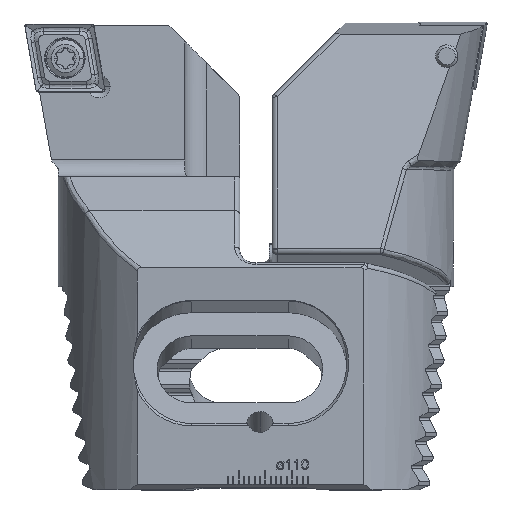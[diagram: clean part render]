
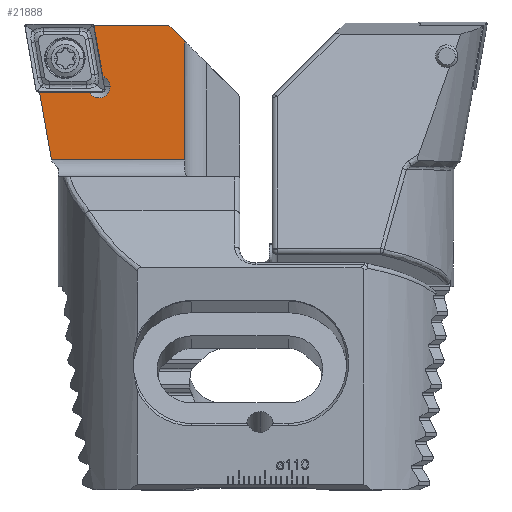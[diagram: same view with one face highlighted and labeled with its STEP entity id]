
A CAD part, top view. The second image highlights one B-rep face of the part: STEP entity #21888.
In plain terms, the highlighted planar face has unit normal (0, 0, 1).
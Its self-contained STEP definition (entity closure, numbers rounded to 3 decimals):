
#82 = CARTESIAN_POINT ( 'NONE',  ( 77.145, -25.8, -0.3 ) ) ;
#496 = CARTESIAN_POINT ( 'NONE',  ( 12.919, -0.6, -0.3 ) ) ;
#983 = EDGE_CURVE ( 'NONE', #2941, #13253, #20087, .T. ) ;
#1803 = VERTEX_POINT ( 'NONE', #20890 ) ;
#2941 = VERTEX_POINT ( 'NONE', #19637 ) ;
#2993 = VERTEX_POINT ( 'NONE', #6330 ) ;
#3585 = VECTOR ( 'NONE', #18683, 1000. ) ;
#3588 = DIRECTION ( 'NONE',  ( -0.707, 0.707, 0. ) ) ;
#3611 = CARTESIAN_POINT ( 'NONE',  ( 40.25, -13.891, -0.3 ) ) ;
#3767 = AXIS2_PLACEMENT_3D ( 'NONE', #6445, #16115, #4563 ) ;
#4563 = DIRECTION ( 'NONE',  ( 0., -1., 0. ) ) ;
#4566 = DIRECTION ( 'NONE',  ( -1., 0., 0. ) ) ;
#4674 = VECTOR ( 'NONE', #3588, 1000. ) ;
#4757 = VERTEX_POINT ( 'NONE', #496 ) ;
#5287 = ORIENTED_EDGE ( 'NONE', *, *, #983, .T. ) ;
#6301 = LINE ( 'NONE', #82, #21085 ) ;
#6330 = CARTESIAN_POINT ( 'NONE',  ( 4.981, -25.8, -0.3 ) ) ;
#6445 = CARTESIAN_POINT ( 'NONE',  ( 77.145, -0.6, -0.3 ) ) ;
#6667 = DIRECTION ( 'NONE',  ( 0., 0., 1. ) ) ;
#7123 = ORIENTED_EDGE ( 'NONE', *, *, #21142, .T. ) ;
#7414 = ORIENTED_EDGE ( 'NONE', *, *, #15340, .T. ) ;
#7462 = CARTESIAN_POINT ( 'NONE',  ( 26.959, -0.6, -0.3 ) ) ;
#7614 = LINE ( 'NONE', #18139, #12692 ) ;
#7636 = EDGE_CURVE ( 'NONE', #1803, #2993, #6301, .T. ) ;
#8117 = ORIENTED_EDGE ( 'NONE', *, *, #14287, .F. ) ;
#8394 = PLANE ( 'NONE',  #3767 ) ;
#8830 = CARTESIAN_POINT ( 'NONE',  ( 2.753, -13.163, -0.3 ) ) ;
#9510 = VECTOR ( 'NONE', #13892, 1000. ) ;
#9787 = CARTESIAN_POINT ( 'NONE',  ( 2.736, -13.163, -0.3 ) ) ;
#9811 = AXIS2_PLACEMENT_3D ( 'NONE', #22902, #11334, #24823 ) ;
#9954 = ORIENTED_EDGE ( 'NONE', *, *, #16788, .T. ) ;
#9978 = LINE ( 'NONE', #21578, #9510 ) ;
#10604 = LINE ( 'NONE', #10699, #15718 ) ;
#10699 = CARTESIAN_POINT ( 'NONE',  ( 29.911, 45.615, -0.3 ) ) ;
#11199 = CIRCLE ( 'NONE', #17503, 2.1 ) ;
#11245 = ORIENTED_EDGE ( 'NONE', *, *, #7636, .F. ) ;
#11334 = DIRECTION ( 'NONE',  ( 0., 0., 1. ) ) ;
#11829 = CARTESIAN_POINT ( 'NONE',  ( 14.599, -10.132, -0.3 ) ) ;
#12244 = VERTEX_POINT ( 'NONE', #8830 ) ;
#12283 = VERTEX_POINT ( 'NONE', #12919 ) ;
#12588 = EDGE_CURVE ( 'NONE', #12283, #19738, #18508, .T. ) ;
#12692 = VECTOR ( 'NONE', #4566, 1000. ) ;
#12694 = ORIENTED_EDGE ( 'NONE', *, *, #12588, .F. ) ;
#12919 = CARTESIAN_POINT ( 'NONE',  ( 15.967, -12.1, -0.3 ) ) ;
#13253 = VERTEX_POINT ( 'NONE', #7462 ) ;
#13892 = DIRECTION ( 'NONE',  ( -0.174, 0.985, 0. ) ) ;
#14212 = EDGE_CURVE ( 'NONE', #22836, #12283, #11199, .T. ) ;
#14287 = EDGE_CURVE ( 'NONE', #2941, #1803, #10604, .T. ) ;
#14328 = DIRECTION ( 'NONE',  ( 0., -1., 0. ) ) ;
#15216 = VECTOR ( 'NONE', #19479, 1000. ) ;
#15314 = FACE_OUTER_BOUND ( 'NONE', #20248, .T. ) ;
#15340 = EDGE_CURVE ( 'NONE', #13253, #4757, #7614, .T. ) ;
#15718 = VECTOR ( 'NONE', #14328, 1000. ) ;
#15756 = EDGE_CURVE ( 'NONE', #2993, #12244, #9978, .T. ) ;
#16115 = DIRECTION ( 'NONE',  ( 0., 0., 1. ) ) ;
#16754 = CARTESIAN_POINT ( 'NONE',  ( 14.59, -10.078, -0.3 ) ) ;
#16788 = EDGE_CURVE ( 'NONE', #22836, #12244, #24885, .T. ) ;
#16818 = ORIENTED_EDGE ( 'NONE', *, *, #14212, .F. ) ;
#17503 = AXIS2_PLACEMENT_3D ( 'NONE', #18203, #6667, #20166 ) ;
#18139 = CARTESIAN_POINT ( 'NONE',  ( 77.145, -0.6, -0.3 ) ) ;
#18203 = CARTESIAN_POINT ( 'NONE',  ( 13.867, -12.1, -0.3 ) ) ;
#18508 = CIRCLE ( 'NONE', #9811, 2.1 ) ;
#18683 = DIRECTION ( 'NONE',  ( 0.174, -0.985, 0. ) ) ;
#19479 = DIRECTION ( 'NONE',  ( -1., 0., 0. ) ) ;
#19496 = DIRECTION ( 'NONE',  ( -1., 0., 0. ) ) ;
#19637 = CARTESIAN_POINT ( 'NONE',  ( 29.911, -3.552, -0.3 ) ) ;
#19738 = VERTEX_POINT ( 'NONE', #11829 ) ;
#20087 = LINE ( 'NONE', #3611, #4674 ) ;
#20166 = DIRECTION ( 'NONE',  ( 0., -1., 0. ) ) ;
#20248 = EDGE_LOOP ( 'NONE', ( #7414, #7123, #12694, #16818, #9954, #22097, #11245, #8117, #5287 ) ) ;
#20890 = CARTESIAN_POINT ( 'NONE',  ( 29.911, -25.8, -0.3 ) ) ;
#21085 = VECTOR ( 'NONE', #19496, 1000. ) ;
#21142 = EDGE_CURVE ( 'NONE', #4757, #19738, #24125, .T. ) ;
#21578 = CARTESIAN_POINT ( 'NONE',  ( 0.432, 0., -0.3 ) ) ;
#21888 = ADVANCED_FACE ( 'NONE', ( #15314 ), #8394, .T. ) ;
#22097 = ORIENTED_EDGE ( 'NONE', *, *, #15756, .F. ) ;
#22438 = CARTESIAN_POINT ( 'NONE',  ( 12.056, -13.163, -0.3 ) ) ;
#22836 = VERTEX_POINT ( 'NONE', #22438 ) ;
#22902 = CARTESIAN_POINT ( 'NONE',  ( 13.867, -12.1, -0.3 ) ) ;
#24125 = LINE ( 'NONE', #16754, #3585 ) ;
#24823 = DIRECTION ( 'NONE',  ( 0., -1., 0. ) ) ;
#24885 = LINE ( 'NONE', #9787, #15216 ) ;
